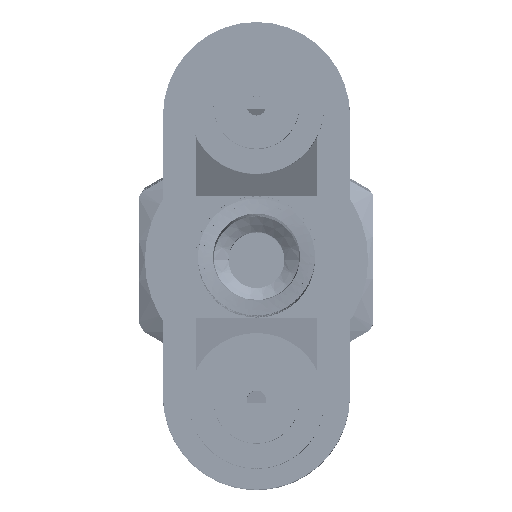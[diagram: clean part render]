
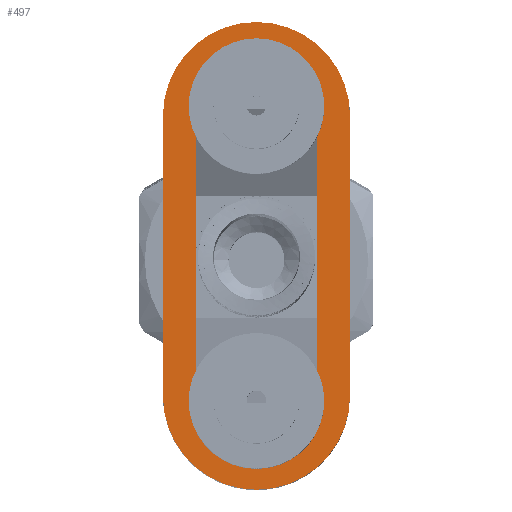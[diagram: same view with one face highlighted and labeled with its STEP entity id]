
A CAD part, top view. The second image highlights one B-rep face of the part: STEP entity #497.
In plain terms, the highlighted planar face has unit normal (0, 0, 1).
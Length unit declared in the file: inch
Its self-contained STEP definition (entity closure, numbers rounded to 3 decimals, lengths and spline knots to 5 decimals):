
#165=CARTESIAN_POINT('',(0.,0.3,0.75));
#166=DIRECTION('',(0.,0.,1.));
#167=DIRECTION('',(1.,0.,0.));
#168=AXIS2_PLACEMENT_3D('',#165,#166,#167);
#170=DIRECTION('',(0.,1.,0.));
#171=VECTOR('',#170,0.6);
#172=CARTESIAN_POINT('',(0.2,-0.3,0.75));
#173=LINE('',#172,#171);
#174=CARTESIAN_POINT('',(0.,-0.3,0.75));
#175=DIRECTION('',(0.,0.,1.));
#176=DIRECTION('',(-1.,0.,0.));
#177=AXIS2_PLACEMENT_3D('',#174,#175,#176);
#179=DIRECTION('',(0.,-1.,0.));
#180=VECTOR('',#179,0.6);
#181=CARTESIAN_POINT('',(-0.2,0.3,0.75));
#182=LINE('',#181,#180);
#183=DIRECTION('',(0.,1.,0.));
#184=VECTOR('',#183,0.63);
#185=CARTESIAN_POINT('',(0.13,-0.315,0.75));
#186=LINE('',#185,#184);
#187=CARTESIAN_POINT('',(0.,0.315,0.75));
#188=DIRECTION('',(0.,0.,1.));
#189=DIRECTION('',(1.,0.,0.));
#190=AXIS2_PLACEMENT_3D('',#187,#188,#189);
#192=DIRECTION('',(0.,1.,0.));
#193=VECTOR('',#192,0.63);
#194=CARTESIAN_POINT('',(-0.13,-0.315,0.75));
#195=LINE('',#194,#193);
#196=CARTESIAN_POINT('',(0.,-0.315,0.75));
#197=DIRECTION('',(0.,0.,1.));
#198=DIRECTION('',(-1.,0.,0.));
#199=AXIS2_PLACEMENT_3D('',#196,#197,#198);
#348=CARTESIAN_POINT('',(0.2,0.3,0.75));
#350=VERTEX_POINT('',#348);
#352=CARTESIAN_POINT('',(-0.2,0.3,0.75));
#353=VERTEX_POINT('',#352);
#357=CARTESIAN_POINT('',(-0.2,-0.3,0.75));
#359=VERTEX_POINT('',#357);
#361=CARTESIAN_POINT('',(0.2,-0.3,0.75));
#363=VERTEX_POINT('',#361);
#374=CARTESIAN_POINT('',(0.13,-0.315,0.75));
#375=CARTESIAN_POINT('',(0.13,0.315,0.75));
#376=VERTEX_POINT('',#374);
#377=VERTEX_POINT('',#375);
#378=CARTESIAN_POINT('',(-0.13,-0.315,0.75));
#379=CARTESIAN_POINT('',(-0.13,0.315,0.75));
#380=VERTEX_POINT('',#378);
#381=VERTEX_POINT('',#379);
#474=CARTESIAN_POINT('',(0.,0.,0.75));
#475=DIRECTION('',(0.,0.,1.));
#476=DIRECTION('',(1.,0.,0.));
#477=AXIS2_PLACEMENT_3D('',#474,#475,#476);
#478=PLANE('',#477);
#479=ORIENTED_EDGE('',*,*,#466,.F.);
#480=ORIENTED_EDGE('',*,*,#455,.F.);
#482=ORIENTED_EDGE('',*,*,#481,.F.);
#484=ORIENTED_EDGE('',*,*,#483,.F.);
#485=EDGE_LOOP('',(#479,#480,#482,#484));
#486=FACE_OUTER_BOUND('',#485,.F.);
#488=ORIENTED_EDGE('',*,*,#487,.T.);
#490=ORIENTED_EDGE('',*,*,#489,.T.);
#492=ORIENTED_EDGE('',*,*,#491,.F.);
#494=ORIENTED_EDGE('',*,*,#493,.T.);
#495=EDGE_LOOP('',(#488,#490,#492,#494));
#496=FACE_BOUND('',#495,.F.);
#497=ADVANCED_FACE('',(#486,#496),#478,.T.);
#169=CIRCLE('',#168,0.2);
#178=CIRCLE('',#177,0.2);
#191=CIRCLE('',#190,0.13);
#200=CIRCLE('',#199,0.13);
#455=EDGE_CURVE('',#363,#350,#173,.T.);
#466=EDGE_CURVE('',#350,#353,#169,.T.);
#481=EDGE_CURVE('',#359,#363,#178,.T.);
#483=EDGE_CURVE('',#353,#359,#182,.T.);
#487=EDGE_CURVE('',#376,#377,#186,.T.);
#489=EDGE_CURVE('',#377,#381,#191,.T.);
#491=EDGE_CURVE('',#380,#381,#195,.T.);
#493=EDGE_CURVE('',#380,#376,#200,.T.);
